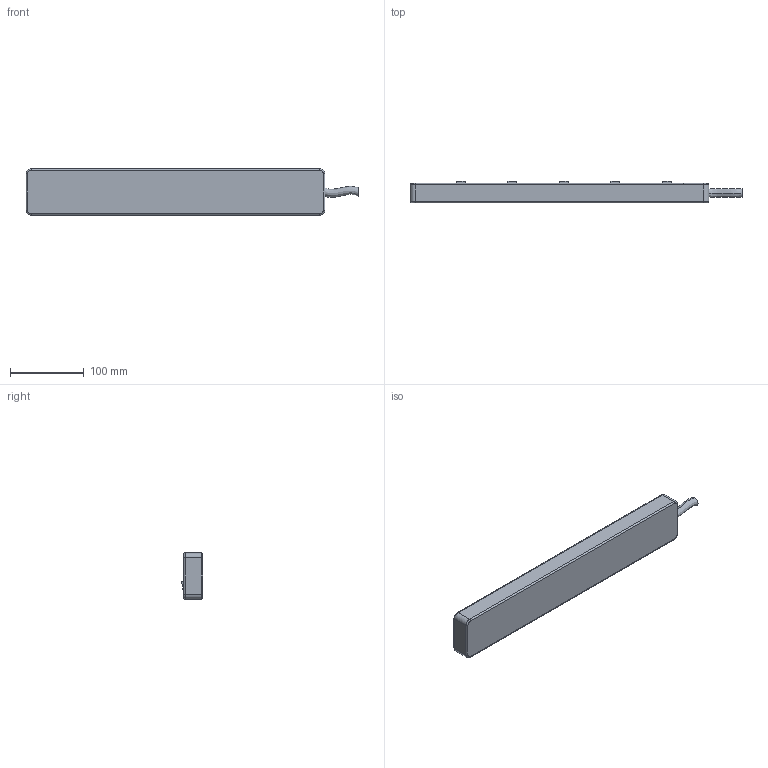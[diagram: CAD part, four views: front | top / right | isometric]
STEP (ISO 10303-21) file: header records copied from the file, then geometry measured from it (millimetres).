
FILE_DESCRIPTION (( 'STEP AP214' ), '1' );
FILE_NAME ('Extension Power.STEP', '2024-04-17T02:56:28', ( '' ), ( '' ), 'SwSTEP 2.0', 'SolidWorks 2022', '' );
FILE_SCHEMA (( 'AUTOMOTIVE_DESIGN' ));
Length unit declared in the file: millimetre
Products named in the file (1): Extension Power
Bounding box: 451 x 29 x 63 mm (x, y, z)
Volume: 665163.4 mm3; surface area: 78242.9 mm2
Topology: 2 solids, 2 shells, 162 faces, 380 edges, 248 vertices
Faces by surface type: plane 133, cylinder 19, torus 8, bspline 2
Entity records: 5076 total; most frequent: CARTESIAN_POINT 947, ORIENTED_EDGE 760, DIRECTION 754, EDGE_CURVE 380, LINE 324, VECTOR 324, VERTEX_POINT 248, AXIS2_PLACEMENT_3D 215
